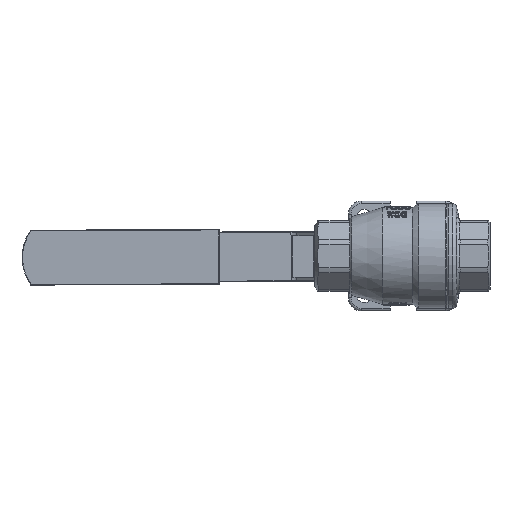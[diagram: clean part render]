
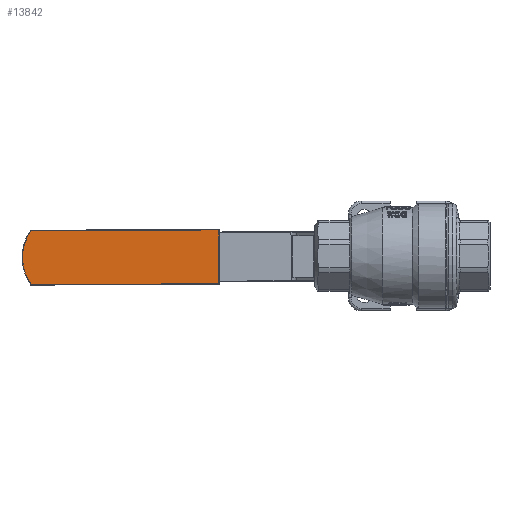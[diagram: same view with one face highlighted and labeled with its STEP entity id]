
A CAD part, front view. The second image highlights one B-rep face of the part: STEP entity #13842.
In plain terms, the highlighted planar face has unit normal (0, -1, 0).
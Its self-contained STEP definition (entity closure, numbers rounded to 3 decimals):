
#1779=LINE('',#50694,#2830);
#1788=LINE('',#50735,#2839);
#1791=LINE('',#50741,#2842);
#2830=VECTOR('',#17942,1000.);
#2839=VECTOR('',#17993,1000.);
#2842=VECTOR('',#18000,1000.);
#6519=ORIENTED_EDGE('',*,*,#8717,.T.);
#6520=ORIENTED_EDGE('',*,*,#8721,.T.);
#6521=ORIENTED_EDGE('',*,*,#8696,.T.);
#6522=ORIENTED_EDGE('',*,*,#8848,.T.);
#8696=EDGE_CURVE('',#10190,#10185,#1779,.T.);
#8717=EDGE_CURVE('',#10196,#10202,#1788,.T.);
#8721=EDGE_CURVE('',#10202,#10190,#1791,.T.);
#8848=EDGE_CURVE('',#10185,#10196,#10856,.T.);
#10185=VERTEX_POINT('',#50675);
#10190=VERTEX_POINT('',#50691);
#10196=VERTEX_POINT('',#50708);
#10202=VERTEX_POINT('',#50734);
#10856=CIRCLE('',#15088,17.674);
#11712=EDGE_LOOP('',(#6519,#6520,#6521,#6522));
#12642=FACE_BOUND('',#11712,.T.);
#13101=PLANE('',#15087);
#13842=ADVANCED_FACE('',(#12642),#13101,.F.);
#15087=AXIS2_PLACEMENT_3D('',#51029,#18265,#18266);
#15088=AXIS2_PLACEMENT_3D('',#51030,#18267,#18268);
#17942=DIRECTION('',(-1.,0.,0.));
#17993=DIRECTION('',(1.,0.,0.));
#18000=DIRECTION('',(0.,0.,1.));
#18265=DIRECTION('',(0.,1.,0.));
#18266=DIRECTION('',(-1.,0.,0.));
#18267=DIRECTION('',(0.,-1.,0.));
#18268=DIRECTION('',(-1.,0.,0.));
#50675=CARTESIAN_POINT('',(-142.431,19.,10.3));
#50691=CARTESIAN_POINT('',(-70.644,19.,10.3));
#50694=CARTESIAN_POINT('',(-142.533,19.,10.3));
#50708=CARTESIAN_POINT('',(-142.431,19.,-10.3));
#50734=CARTESIAN_POINT('',(-70.644,19.,-10.3));
#50735=CARTESIAN_POINT('',(-145.942,19.,-10.3));
#50741=CARTESIAN_POINT('',(-70.644,19.,10.5));
#51029=CARTESIAN_POINT('',(-145.942,19.,10.5));
#51030=CARTESIAN_POINT('',(-128.069,19.,0.));
